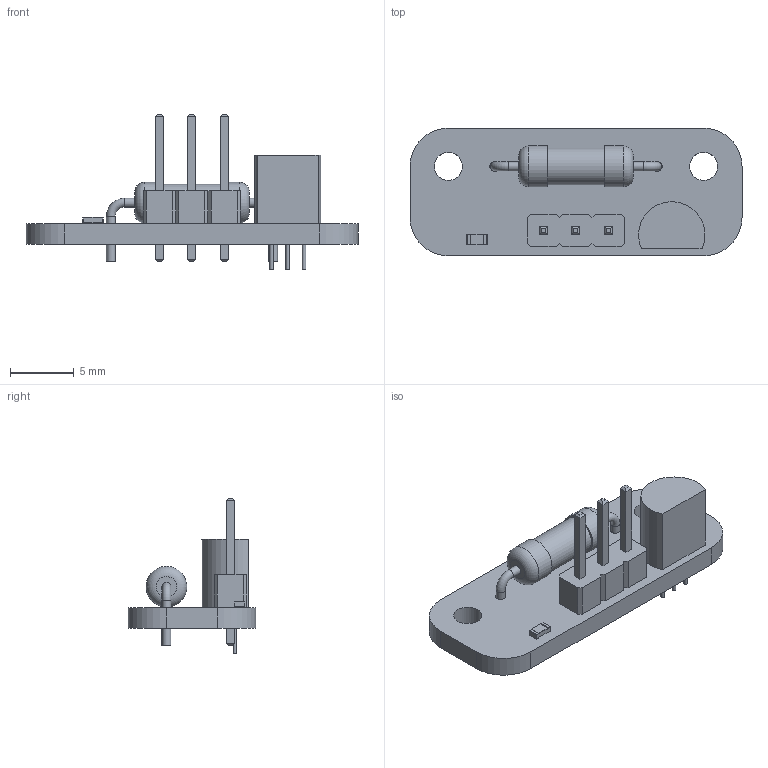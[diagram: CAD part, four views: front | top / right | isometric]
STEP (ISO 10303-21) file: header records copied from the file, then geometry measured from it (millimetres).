
FILE_DESCRIPTION(('KiCad electronic assembly'),'2;1');
FILE_NAME('dot_projector.step','2023-02-26T09:06:17',('Pcbnew'),('Kicad' ),'Open CASCADE STEP processor 7.6','KiCad to STEP converter', 'Unknown');
FILE_SCHEMA(('AUTOMOTIVE_DESIGN { 1 0 10303 214 1 1 1 1 }'));
Length unit declared in the file: millimetre
Products named in the file (10): dot_projector 1; TO_SA06_ONS; COMPOUND; R_0603_1608Metric; SOLID; R_Axial_DIN0309_L9.0mm_D3.2mm_P12.70mm_Horizontal; PinHeader_1x03_P2.54mm_Vertical; dot_projector PCB
Assembly tree (9 placements, depth 3):
  dot_projector 1
    TO_SA06_ONS
      COMPOUND
    R_0603_1608Metric
      SOLID
    R_Axial_DIN0309_L9.0mm_D3.2mm_P12.70mm_Horizontal
      SOLID
    PinHeader_1x03_P2.54mm_Vertical
      SOLID
    dot_projector PCB
Bounding box: 26 x 10 x 12.2 mm (x, y, z)
Volume: 598.8 mm3; surface area: 1051 mm2
Topology: 8 solids, 8 shells, 152 faces, 344 edges, 218 vertices
Faces by surface type: plane 115, cylinder 33, torus 4
Full cylindrical faces by diameter (mm): 0.279 x3, 0.55 x3, 0.7 x4, 0.8 x2, 1 x3, 2.2 x2, 2.88 x1, 3.2 x2
Entity records: 9951 total; most frequent: CARTESIAN_POINT 1697, DIRECTION 1378, LINE 895, VECTOR 895, ORIENTED_EDGE 688, PCURVE 688, DEFINITIONAL_REPRESENTATION 688, EDGE_CURVE 344
